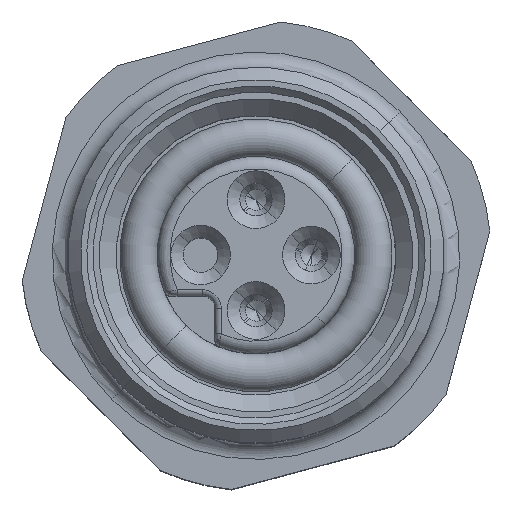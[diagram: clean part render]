
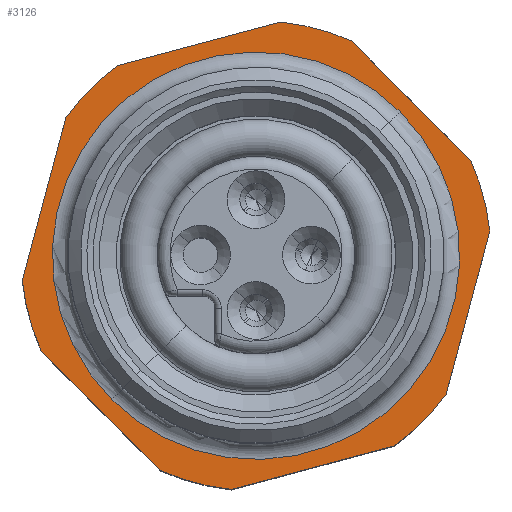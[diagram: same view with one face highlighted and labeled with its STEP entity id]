
A CAD part, top view. The second image highlights one B-rep face of the part: STEP entity #3126.
In plain terms, the highlighted planar face has unit normal (0, 0, 1).
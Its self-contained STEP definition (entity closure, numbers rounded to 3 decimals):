
#2905=AXIS2_PLACEMENT_3D('Circle Axis2P3D',#2903,#2904,$) ;
#2980=AXIS2_PLACEMENT_3D('Plane Axis2P3D',#2977,#2978,#2979) ;
#2886=CARTESIAN_POINT('Vertex',(0.,3.335,13.8)) ;
#2900=CARTESIAN_POINT('Vertex',(0.302,2.206,13.8)) ;
#2903=CARTESIAN_POINT('Axis2P3D Location',(3.729,3.729,13.8)) ;
#2924=CARTESIAN_POINT('Vertex',(0.697,5.935,13.8)) ;
#2934=CARTESIAN_POINT('Line Origine',(0.348,4.635,13.8)) ;
#2962=CARTESIAN_POINT('Vertex',(2.206,0.302,13.8)) ;
#2965=CARTESIAN_POINT('Line Origine',(1.254,1.254,13.8)) ;
#2977=CARTESIAN_POINT('Axis2P3D Location',(3.729,3.729,13.8)) ;
#2983=CARTESIAN_POINT('Control Point',(3.335,0.,13.8)) ;
#2984=CARTESIAN_POINT('Control Point',(3.101,0.025,13.8)) ;
#2985=CARTESIAN_POINT('Control Point',(2.87,0.068,13.8)) ;
#2986=CARTESIAN_POINT('Control Point',(2.642,0.129,13.8)) ;
#2987=CARTESIAN_POINT('Control Point',(2.421,0.207,13.8)) ;
#2988=CARTESIAN_POINT('Control Point',(2.206,0.302,13.8)) ;
#2989=CARTESIAN_POINT('Vertex',(3.335,0.,13.8)) ;
#2992=CARTESIAN_POINT('Line Origine',(4.635,0.348,13.8)) ;
#2996=CARTESIAN_POINT('Vertex',(5.935,0.697,13.8)) ;
#3000=CARTESIAN_POINT('Control Point',(6.761,1.523,13.8)) ;
#3001=CARTESIAN_POINT('Control Point',(6.623,1.333,13.8)) ;
#3002=CARTESIAN_POINT('Control Point',(6.471,1.154,13.8)) ;
#3003=CARTESIAN_POINT('Control Point',(6.304,0.988,13.8)) ;
#3004=CARTESIAN_POINT('Control Point',(6.125,0.835,13.8)) ;
#3005=CARTESIAN_POINT('Control Point',(5.935,0.697,13.8)) ;
#3006=CARTESIAN_POINT('Vertex',(6.761,1.523,13.8)) ;
#3009=CARTESIAN_POINT('Line Origine',(7.11,2.823,13.8)) ;
#3013=CARTESIAN_POINT('Vertex',(7.458,4.124,13.8)) ;
#3017=CARTESIAN_POINT('Control Point',(7.156,5.252,13.8)) ;
#3018=CARTESIAN_POINT('Control Point',(7.251,5.038,13.8)) ;
#3019=CARTESIAN_POINT('Control Point',(7.33,4.816,13.8)) ;
#3020=CARTESIAN_POINT('Control Point',(7.391,4.588,13.8)) ;
#3021=CARTESIAN_POINT('Control Point',(7.434,4.357,13.8)) ;
#3022=CARTESIAN_POINT('Control Point',(7.458,4.124,13.8)) ;
#3023=CARTESIAN_POINT('Vertex',(7.156,5.252,13.8)) ;
#3026=CARTESIAN_POINT('Line Origine',(6.204,6.204,13.8)) ;
#3030=CARTESIAN_POINT('Vertex',(5.252,7.156,13.8)) ;
#3034=CARTESIAN_POINT('Control Point',(4.124,7.458,13.8)) ;
#3035=CARTESIAN_POINT('Control Point',(4.357,7.434,13.8)) ;
#3036=CARTESIAN_POINT('Control Point',(4.588,7.391,13.8)) ;
#3037=CARTESIAN_POINT('Control Point',(4.816,7.33,13.8)) ;
#3038=CARTESIAN_POINT('Control Point',(5.038,7.251,13.8)) ;
#3039=CARTESIAN_POINT('Control Point',(5.252,7.156,13.8)) ;
#3040=CARTESIAN_POINT('Vertex',(4.124,7.458,13.8)) ;
#3043=CARTESIAN_POINT('Line Origine',(2.823,7.11,13.8)) ;
#3047=CARTESIAN_POINT('Vertex',(1.523,6.761,13.8)) ;
#3051=CARTESIAN_POINT('Control Point',(0.697,5.935,13.8)) ;
#3052=CARTESIAN_POINT('Control Point',(0.835,6.125,13.8)) ;
#3053=CARTESIAN_POINT('Control Point',(0.988,6.304,13.8)) ;
#3054=CARTESIAN_POINT('Control Point',(1.154,6.471,13.8)) ;
#3055=CARTESIAN_POINT('Control Point',(1.333,6.623,13.8)) ;
#3056=CARTESIAN_POINT('Control Point',(1.523,6.761,13.8)) ;
#3073=CARTESIAN_POINT('Control Point',(6.027,6.027,13.8)) ;
#3074=CARTESIAN_POINT('Control Point',(6.277,5.777,13.8)) ;
#3075=CARTESIAN_POINT('Control Point',(6.493,5.494,13.8)) ;
#3076=CARTESIAN_POINT('Control Point',(6.669,5.182,13.8)) ;
#3077=CARTESIAN_POINT('Control Point',(6.931,4.519,13.8)) ;
#3078=CARTESIAN_POINT('Control Point',(7.007,3.81,13.8)) ;
#3079=CARTESIAN_POINT('Control Point',(6.997,3.453,13.8)) ;
#3080=CARTESIAN_POINT('Control Point',(6.878,2.75,13.8)) ;
#3081=CARTESIAN_POINT('Control Point',(6.577,2.103,13.8)) ;
#3082=CARTESIAN_POINT('Control Point',(6.383,1.803,13.8)) ;
#3083=CARTESIAN_POINT('Control Point',(5.918,1.262,13.8)) ;
#3084=CARTESIAN_POINT('Control Point',(5.326,0.865,13.8)) ;
#3085=CARTESIAN_POINT('Control Point',(5.004,0.708,13.8)) ;
#3086=CARTESIAN_POINT('Control Point',(4.327,0.486,13.8)) ;
#3087=CARTESIAN_POINT('Control Point',(3.615,0.452,13.8)) ;
#3088=CARTESIAN_POINT('Control Point',(3.258,0.484,13.8)) ;
#3089=CARTESIAN_POINT('Control Point',(2.64,0.627,13.8)) ;
#3090=CARTESIAN_POINT('Control Point',(2.075,0.911,13.8)) ;
#3091=CARTESIAN_POINT('Control Point',(1.842,1.062,13.8)) ;
#3092=CARTESIAN_POINT('Control Point',(1.626,1.236,13.8)) ;
#3093=CARTESIAN_POINT('Control Point',(1.431,1.431,13.8)) ;
#3094=CARTESIAN_POINT('Vertex',(6.027,6.027,13.8)) ;
#3096=CARTESIAN_POINT('Vertex',(1.431,1.431,13.8)) ;
#3100=CARTESIAN_POINT('Control Point',(1.431,1.431,13.8)) ;
#3101=CARTESIAN_POINT('Control Point',(1.181,1.681,13.8)) ;
#3102=CARTESIAN_POINT('Control Point',(0.965,1.965,13.8)) ;
#3103=CARTESIAN_POINT('Control Point',(0.79,2.276,13.8)) ;
#3104=CARTESIAN_POINT('Control Point',(0.527,2.939,13.8)) ;
#3105=CARTESIAN_POINT('Control Point',(0.451,3.648,13.8)) ;
#3106=CARTESIAN_POINT('Control Point',(0.462,4.006,13.8)) ;
#3107=CARTESIAN_POINT('Control Point',(0.58,4.709,13.8)) ;
#3108=CARTESIAN_POINT('Control Point',(0.882,5.355,13.8)) ;
#3109=CARTESIAN_POINT('Control Point',(1.076,5.655,13.8)) ;
#3110=CARTESIAN_POINT('Control Point',(1.54,6.196,13.8)) ;
#3111=CARTESIAN_POINT('Control Point',(2.133,6.593,13.8)) ;
#3112=CARTESIAN_POINT('Control Point',(2.454,6.75,13.8)) ;
#3113=CARTESIAN_POINT('Control Point',(3.132,6.973,13.8)) ;
#3114=CARTESIAN_POINT('Control Point',(3.844,7.006,13.8)) ;
#3115=CARTESIAN_POINT('Control Point',(4.2,6.974,13.8)) ;
#3116=CARTESIAN_POINT('Control Point',(4.819,6.832,13.8)) ;
#3117=CARTESIAN_POINT('Control Point',(5.383,6.547,13.8)) ;
#3118=CARTESIAN_POINT('Control Point',(5.617,6.396,13.8)) ;
#3119=CARTESIAN_POINT('Control Point',(5.832,6.222,13.8)) ;
#3120=CARTESIAN_POINT('Control Point',(6.027,6.027,13.8)) ;
#2904=DIRECTION('Axis2P3D Direction',(0.,-0.,1.)) ;
#2935=DIRECTION('Vector Direction',(0.259,0.966,0.)) ;
#2966=DIRECTION('Vector Direction',(-0.707,0.707,0.)) ;
#2978=DIRECTION('Axis2P3D Direction',(0.,-0.,1.)) ;
#2979=DIRECTION('Axis2P3D XDirection',(0.707,0.707,0.)) ;
#2993=DIRECTION('Vector Direction',(-0.966,-0.259,0.)) ;
#3010=DIRECTION('Vector Direction',(-0.259,-0.966,0.)) ;
#3027=DIRECTION('Vector Direction',(0.707,-0.707,0.)) ;
#3044=DIRECTION('Vector Direction',(0.966,0.259,0.)) ;
#2936=VECTOR('Line Direction',#2935,1.) ;
#2967=VECTOR('Line Direction',#2966,1.) ;
#2994=VECTOR('Line Direction',#2993,1.) ;
#3011=VECTOR('Line Direction',#3010,1.) ;
#3028=VECTOR('Line Direction',#3027,1.) ;
#3045=VECTOR('Line Direction',#3044,1.) ;
#3059=ORIENTED_EDGE('',*,*,#2938,.F.) ;
#3060=ORIENTED_EDGE('',*,*,#2907,.F.) ;
#3061=ORIENTED_EDGE('',*,*,#2969,.F.) ;
#3062=ORIENTED_EDGE('',*,*,#2991,.F.) ;
#3063=ORIENTED_EDGE('',*,*,#2998,.F.) ;
#3064=ORIENTED_EDGE('',*,*,#3008,.F.) ;
#3065=ORIENTED_EDGE('',*,*,#3015,.F.) ;
#3066=ORIENTED_EDGE('',*,*,#3025,.F.) ;
#3067=ORIENTED_EDGE('',*,*,#3032,.F.) ;
#3068=ORIENTED_EDGE('',*,*,#3042,.F.) ;
#3069=ORIENTED_EDGE('',*,*,#3049,.F.) ;
#3070=ORIENTED_EDGE('',*,*,#3057,.F.) ;
#3123=ORIENTED_EDGE('',*,*,#3098,.T.) ;
#3124=ORIENTED_EDGE('',*,*,#3121,.T.) ;
#3125=FACE_BOUND('',#3122,.T.) ;
#3126=ADVANCED_FACE('Hauptkoerper',(#3071,#3125),#2981,.T.) ;
#2982=B_SPLINE_CURVE_WITH_KNOTS('',5,(#2983,#2984,#2985,#2986,#2987,#2988),.UNSPECIFIED.,.F.,.U.,(6,6),(0.,1.659),.UNSPECIFIED.) ;
#2999=B_SPLINE_CURVE_WITH_KNOTS('',5,(#3000,#3001,#3002,#3003,#3004,#3005),.UNSPECIFIED.,.F.,.U.,(6,6),(0.,1.659),.UNSPECIFIED.) ;
#3016=B_SPLINE_CURVE_WITH_KNOTS('',5,(#3017,#3018,#3019,#3020,#3021,#3022),.UNSPECIFIED.,.F.,.U.,(6,6),(0.,1.659),.UNSPECIFIED.) ;
#3033=B_SPLINE_CURVE_WITH_KNOTS('',5,(#3034,#3035,#3036,#3037,#3038,#3039),.UNSPECIFIED.,.F.,.U.,(6,6),(0.,1.659),.UNSPECIFIED.) ;
#3050=B_SPLINE_CURVE_WITH_KNOTS('',5,(#3051,#3052,#3053,#3054,#3055,#3056),.UNSPECIFIED.,.F.,.U.,(6,6),(0.,1.659),.UNSPECIFIED.) ;
#3072=B_SPLINE_CURVE_WITH_KNOTS('',5,(#3073,#3074,#3075,#3076,#3077,#3078,#3079,#3080,#3081,#3082,#3083,#3084,#3085,#3086,#3087,#3088,#3089,#3090,#3091,#3092,#3093),.UNSPECIFIED.,.F.,.U.,(6,3,3,3,3,3,6),(0.,2.498,4.996,7.494,9.992,12.49,14.439),.UNSPECIFIED.) ;
#3099=B_SPLINE_CURVE_WITH_KNOTS('',5,(#3100,#3101,#3102,#3103,#3104,#3105,#3106,#3107,#3108,#3109,#3110,#3111,#3112,#3113,#3114,#3115,#3116,#3117,#3118,#3119,#3120),.UNSPECIFIED.,.F.,.U.,(6,3,3,3,3,3,6),(0.,2.498,4.996,7.494,9.992,12.49,14.439),.UNSPECIFIED.) ;
#2906=CIRCLE('generated circle',#2905,3.75) ;
#2907=EDGE_CURVE('',#2901,#2887,#2906,.F.) ;
#2938=EDGE_CURVE('',#2887,#2925,#2937,.T.) ;
#2969=EDGE_CURVE('',#2963,#2901,#2968,.T.) ;
#2991=EDGE_CURVE('',#2990,#2963,#2982,.T.) ;
#2998=EDGE_CURVE('',#2997,#2990,#2995,.T.) ;
#3008=EDGE_CURVE('',#3007,#2997,#2999,.T.) ;
#3015=EDGE_CURVE('',#3014,#3007,#3012,.T.) ;
#3025=EDGE_CURVE('',#3024,#3014,#3016,.T.) ;
#3032=EDGE_CURVE('',#3031,#3024,#3029,.T.) ;
#3042=EDGE_CURVE('',#3041,#3031,#3033,.T.) ;
#3049=EDGE_CURVE('',#3048,#3041,#3046,.T.) ;
#3057=EDGE_CURVE('',#2925,#3048,#3050,.T.) ;
#3098=EDGE_CURVE('',#3095,#3097,#3072,.T.) ;
#3121=EDGE_CURVE('',#3097,#3095,#3099,.T.) ;
#3058=EDGE_LOOP('',(#3059,#3060,#3061,#3062,#3063,#3064,#3065,#3066,#3067,#3068,#3069,#3070)) ;
#3122=EDGE_LOOP('',(#3123,#3124)) ;
#3071=FACE_OUTER_BOUND('',#3058,.T.) ;
#2937=LINE('Line',#2934,#2936) ;
#2968=LINE('Line',#2965,#2967) ;
#2995=LINE('Line',#2992,#2994) ;
#3012=LINE('Line',#3009,#3011) ;
#3029=LINE('Line',#3026,#3028) ;
#3046=LINE('Line',#3043,#3045) ;
#2981=PLANE('',#2980) ;
#2887=VERTEX_POINT('',#2886) ;
#2901=VERTEX_POINT('',#2900) ;
#2925=VERTEX_POINT('',#2924) ;
#2963=VERTEX_POINT('',#2962) ;
#2990=VERTEX_POINT('',#2989) ;
#2997=VERTEX_POINT('',#2996) ;
#3007=VERTEX_POINT('',#3006) ;
#3014=VERTEX_POINT('',#3013) ;
#3024=VERTEX_POINT('',#3023) ;
#3031=VERTEX_POINT('',#3030) ;
#3041=VERTEX_POINT('',#3040) ;
#3048=VERTEX_POINT('',#3047) ;
#3095=VERTEX_POINT('',#3094) ;
#3097=VERTEX_POINT('',#3096) ;
